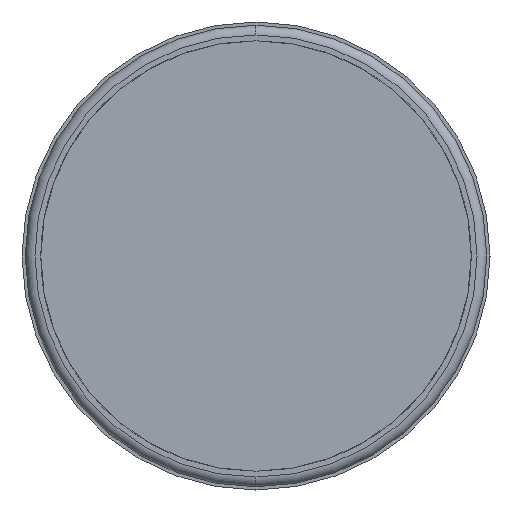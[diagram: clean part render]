
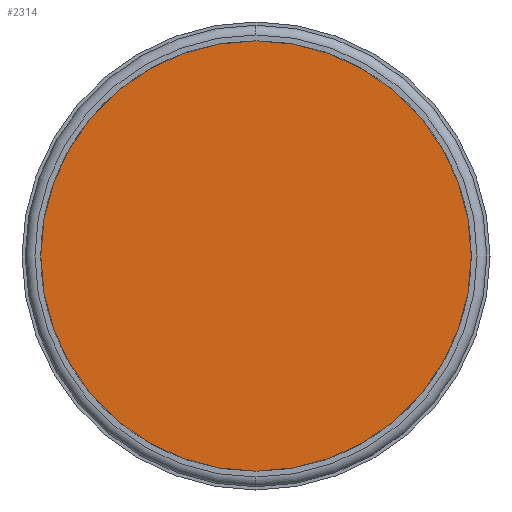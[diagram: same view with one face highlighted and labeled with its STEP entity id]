
A CAD part, left-side view. The second image highlights one B-rep face of the part: STEP entity #2314.
In plain terms, the highlighted planar face has unit normal (-1, 0, 0).
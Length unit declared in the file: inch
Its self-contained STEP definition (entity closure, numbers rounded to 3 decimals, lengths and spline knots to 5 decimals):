
#505 = CIRCLE ( 'NONE', #3014, 0.2625 ) ;
#1323 = CARTESIAN_POINT ( 'NONE',  ( 0., 0., 0. ) ) ;
#1444 = VERTEX_POINT ( 'NONE', #3418 ) ;
#1612 = VERTEX_POINT ( 'NONE', #5426 ) ;
#1795 = PLANE ( 'NONE',  #2994 ) ;
#2046 = DIRECTION ( 'NONE',  ( 0., 0., -1. ) ) ;
#2314 = ADVANCED_FACE ( 'NONE', ( #7195 ), #1795, .F. ) ;
#2994 = AXIS2_PLACEMENT_3D ( 'NONE', #5996, #5481, #3762 ) ;
#3014 = AXIS2_PLACEMENT_3D ( 'NONE', #1323, #7383, #4894 ) ;
#3418 = CARTESIAN_POINT ( 'NONE',  ( 0., 0., 0.2625 ) ) ;
#3762 = DIRECTION ( 'NONE',  ( 0., 0., -1. ) ) ;
#4510 = ORIENTED_EDGE ( 'NONE', *, *, #6559, .F. ) ;
#4634 = ORIENTED_EDGE ( 'NONE', *, *, #5062, .F. ) ;
#4894 = DIRECTION ( 'NONE',  ( 0., 0., -1. ) ) ;
#5062 = EDGE_CURVE ( 'NONE', #1612, #1444, #6513, .T. ) ;
#5378 = AXIS2_PLACEMENT_3D ( 'NONE', #5576, #6807, #2046 ) ;
#5426 = CARTESIAN_POINT ( 'NONE',  ( 0., 0., -0.2625 ) ) ;
#5481 = DIRECTION ( 'NONE',  ( 1., 0., 0. ) ) ;
#5576 = CARTESIAN_POINT ( 'NONE',  ( 0., 0., 0. ) ) ;
#5996 = CARTESIAN_POINT ( 'NONE',  ( 0., 0., 0. ) ) ;
#6513 = CIRCLE ( 'NONE', #5378, 0.2625 ) ;
#6559 = EDGE_CURVE ( 'NONE', #1444, #1612, #505, .T. ) ;
#6807 = DIRECTION ( 'NONE',  ( 1., 0., 0. ) ) ;
#6961 = EDGE_LOOP ( 'NONE', ( #4510, #4634 ) ) ;
#7195 = FACE_OUTER_BOUND ( 'NONE', #6961, .T. ) ;
#7383 = DIRECTION ( 'NONE',  ( 1., 0., 0. ) ) ;
